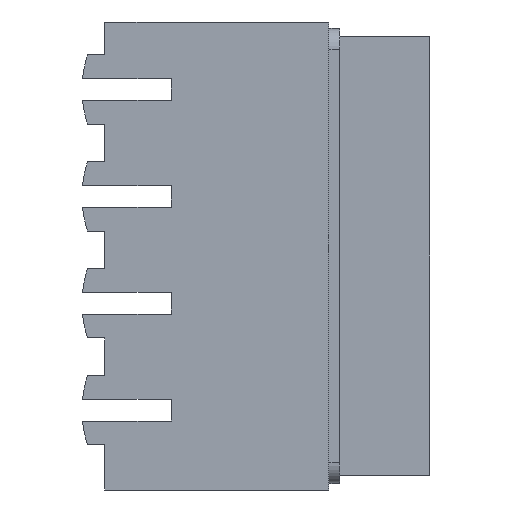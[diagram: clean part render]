
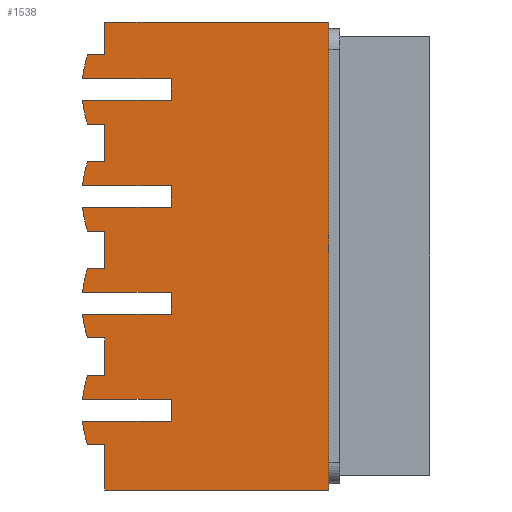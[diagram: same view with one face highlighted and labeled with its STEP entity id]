
A CAD part, left-side view. The second image highlights one B-rep face of the part: STEP entity #1538.
In plain terms, the highlighted planar face has unit normal (-1, 0, 0).
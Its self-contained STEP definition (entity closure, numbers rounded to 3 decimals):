
#42=CIRCLE('',#1642,15.);
#43=CIRCLE('',#1643,15.);
#44=CIRCLE('',#1644,15.);
#45=CIRCLE('',#1645,15.);
#46=CIRCLE('',#1646,15.);
#47=CIRCLE('',#1647,15.);
#48=CIRCLE('',#1648,15.);
#49=CIRCLE('',#1649,15.);
#142=ORIENTED_EDGE('',*,*,#570,.T.);
#143=ORIENTED_EDGE('',*,*,#571,.T.);
#144=ORIENTED_EDGE('',*,*,#572,.F.);
#145=ORIENTED_EDGE('',*,*,#573,.F.);
#146=ORIENTED_EDGE('',*,*,#574,.F.);
#147=ORIENTED_EDGE('',*,*,#575,.T.);
#148=ORIENTED_EDGE('',*,*,#576,.F.);
#149=ORIENTED_EDGE('',*,*,#577,.F.);
#150=ORIENTED_EDGE('',*,*,#578,.F.);
#151=ORIENTED_EDGE('',*,*,#579,.T.);
#152=ORIENTED_EDGE('',*,*,#580,.F.);
#153=ORIENTED_EDGE('',*,*,#581,.F.);
#154=ORIENTED_EDGE('',*,*,#582,.F.);
#155=ORIENTED_EDGE('',*,*,#583,.T.);
#156=ORIENTED_EDGE('',*,*,#584,.F.);
#157=ORIENTED_EDGE('',*,*,#585,.F.);
#158=ORIENTED_EDGE('',*,*,#586,.F.);
#159=ORIENTED_EDGE('',*,*,#587,.T.);
#160=ORIENTED_EDGE('',*,*,#588,.F.);
#161=ORIENTED_EDGE('',*,*,#589,.F.);
#162=ORIENTED_EDGE('',*,*,#590,.F.);
#163=ORIENTED_EDGE('',*,*,#591,.T.);
#164=ORIENTED_EDGE('',*,*,#592,.F.);
#165=ORIENTED_EDGE('',*,*,#593,.F.);
#166=ORIENTED_EDGE('',*,*,#594,.F.);
#167=ORIENTED_EDGE('',*,*,#595,.T.);
#168=ORIENTED_EDGE('',*,*,#596,.F.);
#169=ORIENTED_EDGE('',*,*,#597,.F.);
#170=ORIENTED_EDGE('',*,*,#598,.F.);
#171=ORIENTED_EDGE('',*,*,#599,.T.);
#172=ORIENTED_EDGE('',*,*,#600,.F.);
#173=ORIENTED_EDGE('',*,*,#601,.F.);
#174=ORIENTED_EDGE('',*,*,#602,.F.);
#175=ORIENTED_EDGE('',*,*,#603,.T.);
#176=ORIENTED_EDGE('',*,*,#604,.F.);
#177=ORIENTED_EDGE('',*,*,#605,.F.);
#570=EDGE_CURVE('',#780,#781,#940,.T.);
#571=EDGE_CURVE('',#781,#782,#941,.T.);
#572=EDGE_CURVE('',#783,#782,#942,.T.);
#573=EDGE_CURVE('',#784,#783,#943,.T.);
#574=EDGE_CURVE('',#785,#784,#944,.T.);
#575=EDGE_CURVE('',#785,#786,#42,.F.);
#576=EDGE_CURVE('',#787,#786,#945,.T.);
#577=EDGE_CURVE('',#788,#787,#946,.T.);
#578=EDGE_CURVE('',#789,#788,#947,.T.);
#579=EDGE_CURVE('',#789,#790,#43,.F.);
#580=EDGE_CURVE('',#791,#790,#948,.T.);
#581=EDGE_CURVE('',#792,#791,#949,.T.);
#582=EDGE_CURVE('',#793,#792,#950,.T.);
#583=EDGE_CURVE('',#793,#794,#44,.F.);
#584=EDGE_CURVE('',#795,#794,#951,.T.);
#585=EDGE_CURVE('',#796,#795,#952,.T.);
#586=EDGE_CURVE('',#797,#796,#953,.T.);
#587=EDGE_CURVE('',#797,#798,#45,.F.);
#588=EDGE_CURVE('',#799,#798,#954,.T.);
#589=EDGE_CURVE('',#800,#799,#955,.T.);
#590=EDGE_CURVE('',#801,#800,#956,.T.);
#591=EDGE_CURVE('',#801,#802,#46,.F.);
#592=EDGE_CURVE('',#803,#802,#957,.T.);
#593=EDGE_CURVE('',#804,#803,#958,.T.);
#594=EDGE_CURVE('',#805,#804,#959,.T.);
#595=EDGE_CURVE('',#805,#806,#47,.F.);
#596=EDGE_CURVE('',#807,#806,#960,.T.);
#597=EDGE_CURVE('',#808,#807,#961,.T.);
#598=EDGE_CURVE('',#809,#808,#962,.T.);
#599=EDGE_CURVE('',#809,#810,#48,.F.);
#600=EDGE_CURVE('',#811,#810,#963,.T.);
#601=EDGE_CURVE('',#812,#811,#964,.T.);
#602=EDGE_CURVE('',#813,#812,#965,.T.);
#603=EDGE_CURVE('',#813,#814,#49,.F.);
#604=EDGE_CURVE('',#815,#814,#966,.T.);
#605=EDGE_CURVE('',#780,#815,#967,.T.);
#780=VERTEX_POINT('',#2310);
#781=VERTEX_POINT('',#2311);
#782=VERTEX_POINT('',#2313);
#783=VERTEX_POINT('',#2315);
#784=VERTEX_POINT('',#2317);
#785=VERTEX_POINT('',#2319);
#786=VERTEX_POINT('',#2321);
#787=VERTEX_POINT('',#2323);
#788=VERTEX_POINT('',#2325);
#789=VERTEX_POINT('',#2327);
#790=VERTEX_POINT('',#2329);
#791=VERTEX_POINT('',#2331);
#792=VERTEX_POINT('',#2333);
#793=VERTEX_POINT('',#2335);
#794=VERTEX_POINT('',#2337);
#795=VERTEX_POINT('',#2339);
#796=VERTEX_POINT('',#2341);
#797=VERTEX_POINT('',#2343);
#798=VERTEX_POINT('',#2345);
#799=VERTEX_POINT('',#2347);
#800=VERTEX_POINT('',#2349);
#801=VERTEX_POINT('',#2351);
#802=VERTEX_POINT('',#2353);
#803=VERTEX_POINT('',#2355);
#804=VERTEX_POINT('',#2357);
#805=VERTEX_POINT('',#2359);
#806=VERTEX_POINT('',#2361);
#807=VERTEX_POINT('',#2363);
#808=VERTEX_POINT('',#2365);
#809=VERTEX_POINT('',#2367);
#810=VERTEX_POINT('',#2369);
#811=VERTEX_POINT('',#2371);
#812=VERTEX_POINT('',#2373);
#813=VERTEX_POINT('',#2375);
#814=VERTEX_POINT('',#2377);
#815=VERTEX_POINT('',#2379);
#940=LINE('',#2309,#1114);
#941=LINE('',#2312,#1115);
#942=LINE('',#2314,#1116);
#943=LINE('',#2316,#1117);
#944=LINE('',#2318,#1118);
#945=LINE('',#2322,#1119);
#946=LINE('',#2324,#1120);
#947=LINE('',#2326,#1121);
#948=LINE('',#2330,#1122);
#949=LINE('',#2332,#1123);
#950=LINE('',#2334,#1124);
#951=LINE('',#2338,#1125);
#952=LINE('',#2340,#1126);
#953=LINE('',#2342,#1127);
#954=LINE('',#2346,#1128);
#955=LINE('',#2348,#1129);
#956=LINE('',#2350,#1130);
#957=LINE('',#2354,#1131);
#958=LINE('',#2356,#1132);
#959=LINE('',#2358,#1133);
#960=LINE('',#2362,#1134);
#961=LINE('',#2364,#1135);
#962=LINE('',#2366,#1136);
#963=LINE('',#2370,#1137);
#964=LINE('',#2372,#1138);
#965=LINE('',#2374,#1139);
#966=LINE('',#2378,#1140);
#967=LINE('',#2380,#1141);
#1114=VECTOR('',#1833,1000.);
#1115=VECTOR('',#1834,1000.);
#1116=VECTOR('',#1835,1000.);
#1117=VECTOR('',#1836,1000.);
#1118=VECTOR('',#1837,1000.);
#1119=VECTOR('',#1840,1000.);
#1120=VECTOR('',#1841,1000.);
#1121=VECTOR('',#1842,1000.);
#1122=VECTOR('',#1845,1000.);
#1123=VECTOR('',#1846,1000.);
#1124=VECTOR('',#1847,1000.);
#1125=VECTOR('',#1850,1000.);
#1126=VECTOR('',#1851,1000.);
#1127=VECTOR('',#1852,1000.);
#1128=VECTOR('',#1855,1000.);
#1129=VECTOR('',#1856,1000.);
#1130=VECTOR('',#1857,1000.);
#1131=VECTOR('',#1860,1000.);
#1132=VECTOR('',#1861,1000.);
#1133=VECTOR('',#1862,1000.);
#1134=VECTOR('',#1865,1000.);
#1135=VECTOR('',#1866,1000.);
#1136=VECTOR('',#1867,1000.);
#1137=VECTOR('',#1870,1000.);
#1138=VECTOR('',#1871,1000.);
#1139=VECTOR('',#1872,1000.);
#1140=VECTOR('',#1875,1000.);
#1141=VECTOR('',#1876,1000.);
#1246=EDGE_LOOP('',(#142,#143,#144,#145,#146,#147,#148,#149,#150,#151,#152,
#153,#154,#155,#156,#157,#158,#159,#160,#161,#162,#163,#164,#165,#166,#167,
#168,#169,#170,#171,#172,#173,#174,#175,#176,#177));
#1358=FACE_BOUND('',#1246,.T.);
#1470=PLANE('',#1641);
#1538=ADVANCED_FACE('',(#1358),#1470,.F.);
#1641=AXIS2_PLACEMENT_3D('',#2308,#1831,#1832);
#1642=AXIS2_PLACEMENT_3D('',#2320,#1838,#1839);
#1643=AXIS2_PLACEMENT_3D('',#2328,#1843,#1844);
#1644=AXIS2_PLACEMENT_3D('',#2336,#1848,#1849);
#1645=AXIS2_PLACEMENT_3D('',#2344,#1853,#1854);
#1646=AXIS2_PLACEMENT_3D('',#2352,#1858,#1859);
#1647=AXIS2_PLACEMENT_3D('',#2360,#1863,#1864);
#1648=AXIS2_PLACEMENT_3D('',#2368,#1868,#1869);
#1649=AXIS2_PLACEMENT_3D('',#2376,#1873,#1874);
#1831=DIRECTION('',(1.,0.,0.));
#1832=DIRECTION('',(0.,0.,-1.));
#1833=DIRECTION('',(0.,-1.,0.));
#1834=DIRECTION('',(0.,0.,1.));
#1835=DIRECTION('',(0.,-1.,0.));
#1836=DIRECTION('',(0.,0.,1.));
#1837=DIRECTION('',(0.,-1.,0.));
#1838=DIRECTION('',(1.,0.,0.));
#1839=DIRECTION('',(0.,0.,-1.));
#1840=DIRECTION('',(0.,1.,0.));
#1841=DIRECTION('',(0.,0.,1.));
#1842=DIRECTION('',(0.,-1.,0.));
#1843=DIRECTION('',(1.,0.,0.));
#1844=DIRECTION('',(0.,0.,-1.));
#1845=DIRECTION('',(0.,1.,0.));
#1846=DIRECTION('',(0.,0.,1.));
#1847=DIRECTION('',(0.,-1.,0.));
#1848=DIRECTION('',(1.,0.,0.));
#1849=DIRECTION('',(0.,0.,-1.));
#1850=DIRECTION('',(0.,1.,0.));
#1851=DIRECTION('',(0.,0.,1.));
#1852=DIRECTION('',(0.,-1.,0.));
#1853=DIRECTION('',(1.,0.,0.));
#1854=DIRECTION('',(0.,0.,-1.));
#1855=DIRECTION('',(0.,1.,0.));
#1856=DIRECTION('',(0.,0.,1.));
#1857=DIRECTION('',(0.,-1.,0.));
#1858=DIRECTION('',(1.,0.,0.));
#1859=DIRECTION('',(0.,0.,-1.));
#1860=DIRECTION('',(0.,1.,0.));
#1861=DIRECTION('',(0.,0.,1.));
#1862=DIRECTION('',(0.,-1.,0.));
#1863=DIRECTION('',(1.,0.,0.));
#1864=DIRECTION('',(0.,0.,-1.));
#1865=DIRECTION('',(0.,1.,0.));
#1866=DIRECTION('',(0.,0.,1.));
#1867=DIRECTION('',(0.,-1.,0.));
#1868=DIRECTION('',(1.,0.,0.));
#1869=DIRECTION('',(0.,0.,-1.));
#1870=DIRECTION('',(0.,1.,0.));
#1871=DIRECTION('',(0.,0.,1.));
#1872=DIRECTION('',(0.,-1.,0.));
#1873=DIRECTION('',(1.,0.,0.));
#1874=DIRECTION('',(0.,0.,-1.));
#1875=DIRECTION('',(0.,1.,0.));
#1876=DIRECTION('',(0.,0.,1.));
#2308=CARTESIAN_POINT('',(0.,37.2,32.4));
#2309=CARTESIAN_POINT('',(0.,37.2,-32.4));
#2310=CARTESIAN_POINT('',(0.,32.5,-32.4));
#2311=CARTESIAN_POINT('',(0.,1.5,-32.4));
#2312=CARTESIAN_POINT('',(0.,1.5,32.4));
#2313=CARTESIAN_POINT('',(0.,1.5,32.4));
#2314=CARTESIAN_POINT('',(0.,37.2,32.4));
#2315=CARTESIAN_POINT('',(0.,32.5,32.4));
#2316=CARTESIAN_POINT('',(0.,32.5,32.4));
#2317=CARTESIAN_POINT('',(0.,32.5,27.85));
#2318=CARTESIAN_POINT('',(0.,37.2,27.85));
#2319=CARTESIAN_POINT('',(0.,34.886,27.85));
#2320=CARTESIAN_POINT('',(0.,20.675,23.05));
#2321=CARTESIAN_POINT('',(0.,35.6,24.55));
#2322=CARTESIAN_POINT('',(0.,37.2,24.55));
#2323=CARTESIAN_POINT('',(0.,23.3,24.55));
#2324=CARTESIAN_POINT('',(0.,23.3,32.4));
#2325=CARTESIAN_POINT('',(0.,23.3,21.55));
#2326=CARTESIAN_POINT('',(0.,37.2,21.55));
#2327=CARTESIAN_POINT('',(0.,35.6,21.55));
#2328=CARTESIAN_POINT('',(0.,20.675,23.05));
#2329=CARTESIAN_POINT('',(0.,34.886,18.25));
#2330=CARTESIAN_POINT('',(0.,37.2,18.25));
#2331=CARTESIAN_POINT('',(0.,32.5,18.25));
#2332=CARTESIAN_POINT('',(0.,32.5,32.4));
#2333=CARTESIAN_POINT('',(0.,32.5,13.05));
#2334=CARTESIAN_POINT('',(0.,37.2,13.05));
#2335=CARTESIAN_POINT('',(0.,34.886,13.05));
#2336=CARTESIAN_POINT('',(0.,20.675,8.25));
#2337=CARTESIAN_POINT('',(0.,35.6,9.75));
#2338=CARTESIAN_POINT('',(0.,37.2,9.75));
#2339=CARTESIAN_POINT('',(0.,23.3,9.75));
#2340=CARTESIAN_POINT('',(0.,23.3,32.4));
#2341=CARTESIAN_POINT('',(0.,23.3,6.75));
#2342=CARTESIAN_POINT('',(0.,37.2,6.75));
#2343=CARTESIAN_POINT('',(0.,35.6,6.75));
#2344=CARTESIAN_POINT('',(0.,20.675,8.25));
#2345=CARTESIAN_POINT('',(0.,34.886,3.45));
#2346=CARTESIAN_POINT('',(0.,37.2,3.45));
#2347=CARTESIAN_POINT('',(0.,32.5,3.45));
#2348=CARTESIAN_POINT('',(0.,32.5,32.4));
#2349=CARTESIAN_POINT('',(0.,32.5,-1.75));
#2350=CARTESIAN_POINT('',(0.,37.2,-1.75));
#2351=CARTESIAN_POINT('',(0.,34.886,-1.75));
#2352=CARTESIAN_POINT('',(0.,20.675,-6.55));
#2353=CARTESIAN_POINT('',(0.,35.6,-5.05));
#2354=CARTESIAN_POINT('',(0.,37.2,-5.05));
#2355=CARTESIAN_POINT('',(0.,23.3,-5.05));
#2356=CARTESIAN_POINT('',(0.,23.3,32.4));
#2357=CARTESIAN_POINT('',(0.,23.3,-8.05));
#2358=CARTESIAN_POINT('',(0.,37.2,-8.05));
#2359=CARTESIAN_POINT('',(0.,35.6,-8.05));
#2360=CARTESIAN_POINT('',(0.,20.675,-6.55));
#2361=CARTESIAN_POINT('',(0.,34.886,-11.35));
#2362=CARTESIAN_POINT('',(0.,37.2,-11.35));
#2363=CARTESIAN_POINT('',(0.,32.5,-11.35));
#2364=CARTESIAN_POINT('',(0.,32.5,32.4));
#2365=CARTESIAN_POINT('',(0.,32.5,-16.55));
#2366=CARTESIAN_POINT('',(0.,37.2,-16.55));
#2367=CARTESIAN_POINT('',(0.,34.886,-16.55));
#2368=CARTESIAN_POINT('',(0.,20.675,-21.35));
#2369=CARTESIAN_POINT('',(0.,35.6,-19.85));
#2370=CARTESIAN_POINT('',(0.,37.2,-19.85));
#2371=CARTESIAN_POINT('',(0.,23.3,-19.85));
#2372=CARTESIAN_POINT('',(0.,23.3,32.4));
#2373=CARTESIAN_POINT('',(0.,23.3,-22.85));
#2374=CARTESIAN_POINT('',(0.,37.2,-22.85));
#2375=CARTESIAN_POINT('',(0.,35.6,-22.85));
#2376=CARTESIAN_POINT('',(0.,20.675,-21.35));
#2377=CARTESIAN_POINT('',(0.,34.886,-26.15));
#2378=CARTESIAN_POINT('',(0.,37.2,-26.15));
#2379=CARTESIAN_POINT('',(0.,32.5,-26.15));
#2380=CARTESIAN_POINT('',(0.,32.5,32.4));
